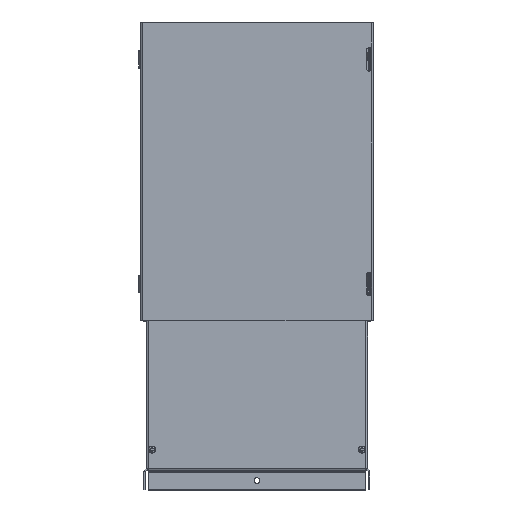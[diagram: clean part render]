
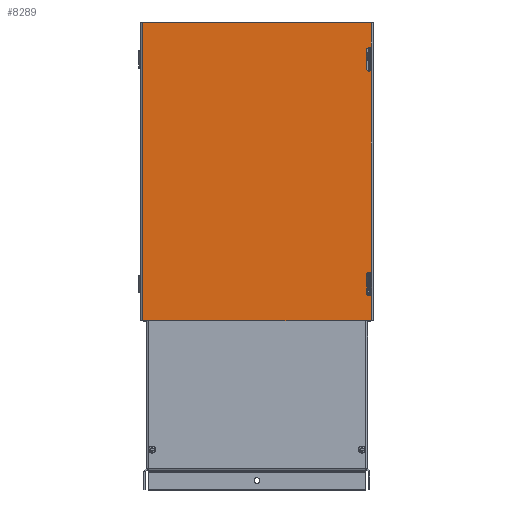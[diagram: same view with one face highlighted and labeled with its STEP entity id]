
A CAD part, top view. The second image highlights one B-rep face of the part: STEP entity #8289.
In plain terms, the highlighted planar face has unit normal (0, 0, 1).
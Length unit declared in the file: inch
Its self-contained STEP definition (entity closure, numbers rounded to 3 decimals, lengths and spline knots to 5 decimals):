
#36 = VERTEX_POINT ( 'NONE', #8815 ) ;
#419 = CIRCLE ( 'NONE', #15765, 0.125 ) ;
#542 = CARTESIAN_POINT ( 'NONE',  ( 6.104, -7.96875, 10.0725 ) ) ;
#546 = VERTEX_POINT ( 'NONE', #10639 ) ;
#1074 = CARTESIAN_POINT ( 'NONE',  ( 5.989, -5.5, 10.0725 ) ) ;
#1269 = DIRECTION ( 'NONE',  ( 0., 1., 0. ) ) ;
#1645 = CARTESIAN_POINT ( 'NONE',  ( 5.864, 6.5, 10.0725 ) ) ;
#1733 = DIRECTION ( 'NONE',  ( 0., 0., -1. ) ) ;
#1785 = FACE_OUTER_BOUND ( 'NONE', #5925, .T. ) ;
#2284 = CARTESIAN_POINT ( 'NONE',  ( 5.989, 5.5, 10.0725 ) ) ;
#2313 = DIRECTION ( 'NONE',  ( 1., 0., 0. ) ) ;
#2521 = VECTOR ( 'NONE', #11393, 39.37008 ) ;
#2551 = ORIENTED_EDGE ( 'NONE', *, *, #11946, .T. ) ;
#2609 = VECTOR ( 'NONE', #9918, 39.37008 ) ;
#2626 = ORIENTED_EDGE ( 'NONE', *, *, #13872, .T. ) ;
#2667 = VECTOR ( 'NONE', #3827, 39.37008 ) ;
#2707 = CARTESIAN_POINT ( 'NONE',  ( 6.104, 7.96875, 10.0725 ) ) ;
#2765 = VERTEX_POINT ( 'NONE', #5261 ) ;
#2999 = CARTESIAN_POINT ( 'NONE',  ( 6.104, -6.54899, 10.0725 ) ) ;
#3035 = EDGE_CURVE ( 'NONE', #6133, #546, #5873, .T. ) ;
#3390 = DIRECTION ( 'NONE',  ( 0., 0., -1. ) ) ;
#3827 = DIRECTION ( 'NONE',  ( 0., -1., 0. ) ) ;
#3919 = DIRECTION ( 'NONE',  ( 0., 0., -1. ) ) ;
#4289 = CARTESIAN_POINT ( 'NONE',  ( 6.104, -7.96875, 10.0725 ) ) ;
#4368 = DIRECTION ( 'NONE',  ( 0., 1., 0. ) ) ;
#4383 = LINE ( 'NONE', #4289, #2609 ) ;
#4553 = PLANE ( 'NONE',  #5502 ) ;
#4649 = VERTEX_POINT ( 'NONE', #15712 ) ;
#4878 = LINE ( 'NONE', #14312, #7520 ) ;
#5261 = CARTESIAN_POINT ( 'NONE',  ( 5.864, -5.5, 10.0725 ) ) ;
#5453 = VERTEX_POINT ( 'NONE', #12034 ) ;
#5502 = AXIS2_PLACEMENT_3D ( 'NONE', #542, #5976, #11412 ) ;
#5722 = VERTEX_POINT ( 'NONE', #6141 ) ;
#5873 = LINE ( 'NONE', #10330, #2521 ) ;
#5925 = EDGE_LOOP ( 'NONE', ( #6626, #10854, #2626, #2551, #17300, #15583, #17406, #14272, #11068, #16977, #7744, #14457 ) ) ;
#5976 = DIRECTION ( 'NONE',  ( 0., 0., 1. ) ) ;
#6133 = VERTEX_POINT ( 'NONE', #8793 ) ;
#6141 = CARTESIAN_POINT ( 'NONE',  ( 6.104, 6.54899, 10.0725 ) ) ;
#6588 = CARTESIAN_POINT ( 'NONE',  ( 5.864, 5.5, 10.0725 ) ) ;
#6626 = ORIENTED_EDGE ( 'NONE', *, *, #3035, .T. ) ;
#6656 = DIRECTION ( 'NONE',  ( 1., 0., 0. ) ) ;
#6691 = CARTESIAN_POINT ( 'NONE',  ( -6.104, 7.96875, 10.0725 ) ) ;
#6760 = EDGE_CURVE ( 'NONE', #5453, #4649, #4383, .T. ) ;
#6764 = EDGE_CURVE ( 'NONE', #5722, #36, #15043, .T. ) ;
#6827 = EDGE_CURVE ( 'NONE', #12915, #5722, #15393, .T. ) ;
#6875 = DIRECTION ( 'NONE',  ( -1., 0., 0. ) ) ;
#6937 = VERTEX_POINT ( 'NONE', #6588 ) ;
#7082 = DIRECTION ( 'NONE',  ( 1., 0., 0. ) ) ;
#7266 = CARTESIAN_POINT ( 'NONE',  ( 5.989, -6.5, 10.0725 ) ) ;
#7454 = VERTEX_POINT ( 'NONE', #2999 ) ;
#7520 = VECTOR ( 'NONE', #7733, 39.37008 ) ;
#7733 = DIRECTION ( 'NONE',  ( 0., 1., 0. ) ) ;
#7744 = ORIENTED_EDGE ( 'NONE', *, *, #16654, .T. ) ;
#7954 = CARTESIAN_POINT ( 'NONE',  ( 5.864, -7.96875, 10.0725 ) ) ;
#8186 = CARTESIAN_POINT ( 'NONE',  ( -6.104, -7.96875, 10.0725 ) ) ;
#8289 = ADVANCED_FACE ( 'NONE', ( #1785 ), #4553, .T. ) ;
#8647 = CARTESIAN_POINT ( 'NONE',  ( 5.864, -6.5, 10.0725 ) ) ;
#8793 = CARTESIAN_POINT ( 'NONE',  ( -6.104, -7.96875, 10.0725 ) ) ;
#8815 = CARTESIAN_POINT ( 'NONE',  ( 6.104, 7.96875, 10.0725 ) ) ;
#9287 = EDGE_CURVE ( 'NONE', #6937, #12915, #9300, .T. ) ;
#9300 = LINE ( 'NONE', #7954, #9800 ) ;
#9485 = LINE ( 'NONE', #2707, #13208 ) ;
#9548 = AXIS2_PLACEMENT_3D ( 'NONE', #1074, #3919, #17074 ) ;
#9583 = VECTOR ( 'NONE', #4368, 39.37008 ) ;
#9749 = AXIS2_PLACEMENT_3D ( 'NONE', #7266, #1733, #7082 ) ;
#9800 = VECTOR ( 'NONE', #1269, 39.37008 ) ;
#9822 = EDGE_CURVE ( 'NONE', #4649, #6937, #419, .T. ) ;
#9918 = DIRECTION ( 'NONE',  ( 0., 1., 0. ) ) ;
#10001 = DIRECTION ( 'NONE',  ( 0., 1., 0. ) ) ;
#10330 = CARTESIAN_POINT ( 'NONE',  ( 6.104, -7.96875, 10.0725 ) ) ;
#10639 = CARTESIAN_POINT ( 'NONE',  ( 6.104, -7.96875, 10.0725 ) ) ;
#10854 = ORIENTED_EDGE ( 'NONE', *, *, #15726, .T. ) ;
#11068 = ORIENTED_EDGE ( 'NONE', *, *, #6827, .T. ) ;
#11393 = DIRECTION ( 'NONE',  ( 1., 0., 0. ) ) ;
#11412 = DIRECTION ( 'NONE',  ( 1., 0., 0. ) ) ;
#11511 = CARTESIAN_POINT ( 'NONE',  ( 5.989, 6.5, 10.0725 ) ) ;
#11782 = EDGE_CURVE ( 'NONE', #2765, #5453, #16327, .T. ) ;
#11918 = DIRECTION ( 'NONE',  ( 0., 0., -1. ) ) ;
#11946 = EDGE_CURVE ( 'NONE', #15956, #2765, #16533, .T. ) ;
#12008 = VECTOR ( 'NONE', #10001, 39.37008 ) ;
#12034 = CARTESIAN_POINT ( 'NONE',  ( 6.104, -5.45101, 10.0725 ) ) ;
#12572 = CARTESIAN_POINT ( 'NONE',  ( 6.104, -7.96875, 10.0725 ) ) ;
#12915 = VERTEX_POINT ( 'NONE', #1645 ) ;
#13208 = VECTOR ( 'NONE', #6875, 39.37008 ) ;
#13872 = EDGE_CURVE ( 'NONE', #7454, #15956, #16253, .T. ) ;
#14272 = ORIENTED_EDGE ( 'NONE', *, *, #9287, .T. ) ;
#14312 = CARTESIAN_POINT ( 'NONE',  ( 6.104, -7.96875, 10.0725 ) ) ;
#14322 = VERTEX_POINT ( 'NONE', #6691 ) ;
#14457 = ORIENTED_EDGE ( 'NONE', *, *, #15478, .T. ) ;
#15031 = CARTESIAN_POINT ( 'NONE',  ( 5.864, -7.96875, 10.0725 ) ) ;
#15043 = LINE ( 'NONE', #12572, #12008 ) ;
#15096 = AXIS2_PLACEMENT_3D ( 'NONE', #11511, #3390, #2313 ) ;
#15393 = CIRCLE ( 'NONE', #15096, 0.125 ) ;
#15478 = EDGE_CURVE ( 'NONE', #14322, #6133, #16005, .T. ) ;
#15583 = ORIENTED_EDGE ( 'NONE', *, *, #6760, .T. ) ;
#15712 = CARTESIAN_POINT ( 'NONE',  ( 6.104, 5.45101, 10.0725 ) ) ;
#15726 = EDGE_CURVE ( 'NONE', #546, #7454, #4878, .T. ) ;
#15765 = AXIS2_PLACEMENT_3D ( 'NONE', #2284, #11918, #6656 ) ;
#15956 = VERTEX_POINT ( 'NONE', #8647 ) ;
#16005 = LINE ( 'NONE', #8186, #2667 ) ;
#16253 = CIRCLE ( 'NONE', #9749, 0.125 ) ;
#16327 = CIRCLE ( 'NONE', #9548, 0.125 ) ;
#16533 = LINE ( 'NONE', #15031, #9583 ) ;
#16654 = EDGE_CURVE ( 'NONE', #36, #14322, #9485, .T. ) ;
#16977 = ORIENTED_EDGE ( 'NONE', *, *, #6764, .T. ) ;
#17074 = DIRECTION ( 'NONE',  ( 1., 0., 0. ) ) ;
#17300 = ORIENTED_EDGE ( 'NONE', *, *, #11782, .T. ) ;
#17406 = ORIENTED_EDGE ( 'NONE', *, *, #9822, .T. ) ;
